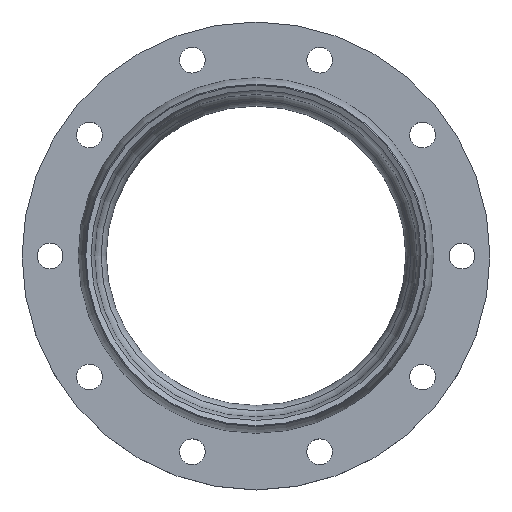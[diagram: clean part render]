
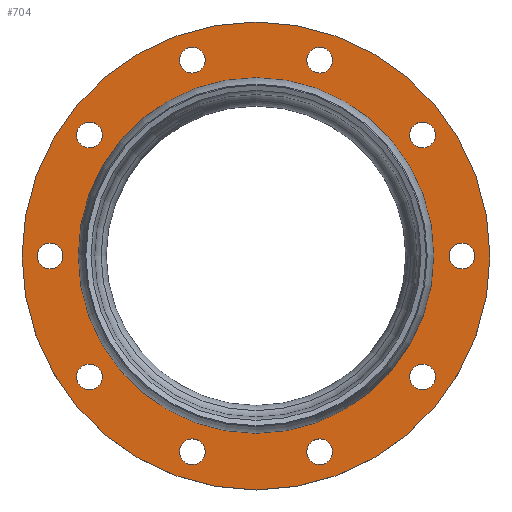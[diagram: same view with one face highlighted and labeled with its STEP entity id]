
A CAD part, top view. The second image highlights one B-rep face of the part: STEP entity #704.
In plain terms, the highlighted planar face has unit normal (0, 0, 1).
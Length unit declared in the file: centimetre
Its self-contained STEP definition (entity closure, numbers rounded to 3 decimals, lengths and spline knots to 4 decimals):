
#18=FACE_BOUND('',#151,.T.);
#19=FACE_BOUND('',#152,.T.);
#20=FACE_BOUND('',#153,.T.);
#21=FACE_BOUND('',#154,.T.);
#22=FACE_BOUND('',#155,.T.);
#23=FACE_BOUND('',#156,.T.);
#24=FACE_BOUND('',#157,.T.);
#25=FACE_BOUND('',#158,.T.);
#26=FACE_BOUND('',#159,.T.);
#27=FACE_BOUND('',#160,.T.);
#28=FACE_BOUND('',#161,.T.);
#40=PLANE('',#821);
#112=FACE_OUTER_BOUND('',#150,.T.);
#150=EDGE_LOOP('',(#638));
#151=EDGE_LOOP('',(#639));
#152=EDGE_LOOP('',(#640));
#153=EDGE_LOOP('',(#641));
#154=EDGE_LOOP('',(#642));
#155=EDGE_LOOP('',(#643));
#156=EDGE_LOOP('',(#644));
#157=EDGE_LOOP('',(#645));
#158=EDGE_LOOP('',(#646));
#159=EDGE_LOOP('',(#647));
#160=EDGE_LOOP('',(#648));
#161=EDGE_LOOP('',(#649));
#275=CIRCLE('',#787,5.5);
#277=CIRCLE('',#790,5.5);
#279=CIRCLE('',#793,5.5);
#281=CIRCLE('',#796,5.5);
#283=CIRCLE('',#799,5.5);
#285=CIRCLE('',#802,5.5);
#287=CIRCLE('',#805,5.5);
#289=CIRCLE('',#808,5.5);
#291=CIRCLE('',#811,5.5);
#293=CIRCLE('',#814,5.5);
#295=CIRCLE('',#817,70.55);
#297=CIRCLE('',#820,100.);
#339=VERTEX_POINT('',#1215);
#341=VERTEX_POINT('',#1221);
#343=VERTEX_POINT('',#1227);
#345=VERTEX_POINT('',#1233);
#347=VERTEX_POINT('',#1239);
#349=VERTEX_POINT('',#1245);
#351=VERTEX_POINT('',#1251);
#353=VERTEX_POINT('',#1257);
#355=VERTEX_POINT('',#1263);
#357=VERTEX_POINT('',#1269);
#359=VERTEX_POINT('',#1275);
#361=VERTEX_POINT('',#1281);
#428=EDGE_CURVE('',#339,#339,#275,.T.);
#431=EDGE_CURVE('',#341,#341,#277,.T.);
#434=EDGE_CURVE('',#343,#343,#279,.T.);
#437=EDGE_CURVE('',#345,#345,#281,.T.);
#440=EDGE_CURVE('',#347,#347,#283,.T.);
#443=EDGE_CURVE('',#349,#349,#285,.T.);
#446=EDGE_CURVE('',#351,#351,#287,.T.);
#449=EDGE_CURVE('',#353,#353,#289,.T.);
#452=EDGE_CURVE('',#355,#355,#291,.T.);
#455=EDGE_CURVE('',#357,#357,#293,.T.);
#458=EDGE_CURVE('',#359,#359,#295,.T.);
#461=EDGE_CURVE('',#361,#361,#297,.T.);
#638=ORIENTED_EDGE('',*,*,#461,.T.);
#639=ORIENTED_EDGE('',*,*,#428,.T.);
#640=ORIENTED_EDGE('',*,*,#431,.T.);
#641=ORIENTED_EDGE('',*,*,#434,.T.);
#642=ORIENTED_EDGE('',*,*,#437,.T.);
#643=ORIENTED_EDGE('',*,*,#440,.T.);
#644=ORIENTED_EDGE('',*,*,#443,.T.);
#645=ORIENTED_EDGE('',*,*,#446,.T.);
#646=ORIENTED_EDGE('',*,*,#449,.T.);
#647=ORIENTED_EDGE('',*,*,#452,.T.);
#648=ORIENTED_EDGE('',*,*,#455,.T.);
#649=ORIENTED_EDGE('',*,*,#458,.T.);
#704=ADVANCED_FACE('',(#112,#18,#19,#20,#21,#22,#23,#24,#25,#26,#27,#28),
#40,.T.);
#787=AXIS2_PLACEMENT_3D('',#1217,#996,#997);
#790=AXIS2_PLACEMENT_3D('',#1223,#1003,#1004);
#793=AXIS2_PLACEMENT_3D('',#1229,#1010,#1011);
#796=AXIS2_PLACEMENT_3D('',#1235,#1017,#1018);
#799=AXIS2_PLACEMENT_3D('',#1241,#1024,#1025);
#802=AXIS2_PLACEMENT_3D('',#1247,#1031,#1032);
#805=AXIS2_PLACEMENT_3D('',#1253,#1038,#1039);
#808=AXIS2_PLACEMENT_3D('',#1259,#1045,#1046);
#811=AXIS2_PLACEMENT_3D('',#1265,#1052,#1053);
#814=AXIS2_PLACEMENT_3D('',#1271,#1059,#1060);
#817=AXIS2_PLACEMENT_3D('',#1277,#1066,#1067);
#820=AXIS2_PLACEMENT_3D('',#1283,#1073,#1074);
#821=AXIS2_PLACEMENT_3D('',#1284,#1075,#1076);
#996=DIRECTION('center_axis',(0.,0.,-1.));
#997=DIRECTION('ref_axis',(0.809,0.588,0.));
#1003=DIRECTION('center_axis',(0.,0.,-1.));
#1004=DIRECTION('ref_axis',(-0.309,0.951,0.));
#1010=DIRECTION('center_axis',(0.,0.,-1.));
#1011=DIRECTION('ref_axis',(-1.,0.,0.));
#1017=DIRECTION('center_axis',(0.,0.,-1.));
#1018=DIRECTION('ref_axis',(-0.309,-0.951,0.));
#1024=DIRECTION('center_axis',(0.,0.,-1.));
#1025=DIRECTION('ref_axis',(0.809,-0.588,0.));
#1031=DIRECTION('center_axis',(0.,0.,-1.));
#1032=DIRECTION('ref_axis',(0.309,-0.951,0.));
#1038=DIRECTION('center_axis',(0.,0.,-1.));
#1039=DIRECTION('ref_axis',(-0.809,-0.588,0.));
#1045=DIRECTION('center_axis',(0.,0.,-1.));
#1046=DIRECTION('ref_axis',(-0.809,0.588,0.));
#1052=DIRECTION('center_axis',(0.,0.,-1.));
#1053=DIRECTION('ref_axis',(0.309,0.951,0.));
#1059=DIRECTION('center_axis',(0.,0.,-1.));
#1060=DIRECTION('ref_axis',(1.,0.,0.));
#1066=DIRECTION('center_axis',(0.,0.,-1.));
#1067=DIRECTION('ref_axis',(1.,0.,0.));
#1073=DIRECTION('center_axis',(0.,0.,1.));
#1074=DIRECTION('ref_axis',(1.,0.,0.));
#1075=DIRECTION('center_axis',(0.,0.,1.));
#1076=DIRECTION('ref_axis',(-1.,0.,0.));
#1215=CARTESIAN_POINT('',(396.3605,346.6865,-67.5));
#1217=CARTESIAN_POINT('Origin',(400.8101,349.9193,-67.5));
#1221=CARTESIAN_POINT('',(500.8967,312.7206,-67.5));
#1223=CARTESIAN_POINT('Origin',(499.1971,317.9515,-67.5));
#1227=CARTESIAN_POINT('',(565.5036,401.6444,-67.5));
#1229=CARTESIAN_POINT('Origin',(560.0036,401.6444,-67.5));
#1233=CARTESIAN_POINT('',(500.8967,490.5682,-67.5));
#1235=CARTESIAN_POINT('Origin',(499.1971,485.3374,-67.5));
#1239=CARTESIAN_POINT('',(396.3605,456.6023,-67.5));
#1241=CARTESIAN_POINT('Origin',(400.8101,453.3695,-67.5));
#1245=CARTESIAN_POINT('',(443.1105,490.5682,-67.5));
#1247=CARTESIAN_POINT('Origin',(444.8101,485.3374,-67.5));
#1251=CARTESIAN_POINT('',(547.6467,456.6023,-67.5));
#1253=CARTESIAN_POINT('Origin',(543.1971,453.3695,-67.5));
#1257=CARTESIAN_POINT('',(547.6467,346.6865,-67.5));
#1259=CARTESIAN_POINT('Origin',(543.1971,349.9193,-67.5));
#1263=CARTESIAN_POINT('',(443.1105,312.7206,-67.5));
#1265=CARTESIAN_POINT('Origin',(444.8101,317.9515,-67.5));
#1269=CARTESIAN_POINT('',(378.5036,401.6444,-67.5));
#1271=CARTESIAN_POINT('Origin',(384.0036,401.6444,-67.5));
#1275=CARTESIAN_POINT('',(401.4536,401.6444,-67.5));
#1277=CARTESIAN_POINT('Origin',(472.0036,401.6444,-67.5));
#1281=CARTESIAN_POINT('',(372.0036,401.6444,-67.5));
#1283=CARTESIAN_POINT('Origin',(472.0036,401.6444,-67.5));
#1284=CARTESIAN_POINT('Origin',(472.0036,401.6444,-67.5));
